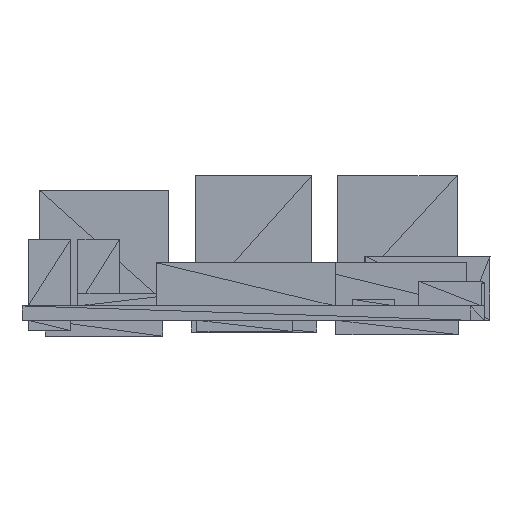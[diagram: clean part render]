
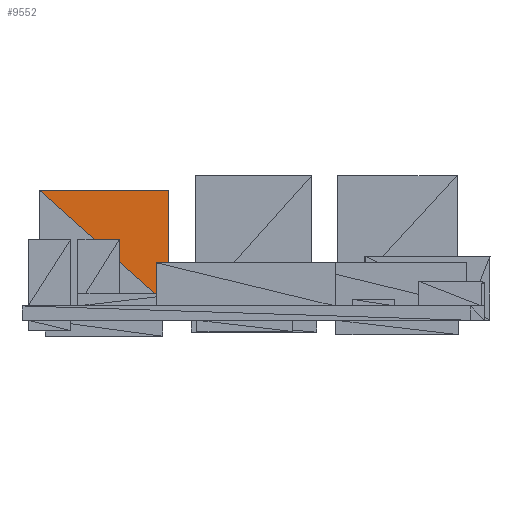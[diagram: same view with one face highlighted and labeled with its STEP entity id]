
A CAD part, left-side view. The second image highlights one B-rep face of the part: STEP entity #9552.
In plain terms, the highlighted planar face has unit normal (-1, 0, 0).
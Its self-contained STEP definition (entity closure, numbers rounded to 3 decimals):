
#264=FACE_OUTER_BOUND('',#1109,.T.);
#1109=EDGE_LOOP('',(#6657,#6658,#6659));
#1937=LINE('',#14432,#3203);
#2101=LINE('',#14758,#3367);
#2102=LINE('',#14760,#3368);
#3203=VECTOR('',#11517,10.);
#3367=VECTOR('',#11891,10.);
#3368=VECTOR('',#11894,10.);
#4337=VERTEX_POINT('',#14427);
#4338=VERTEX_POINT('',#14431);
#4395=VERTEX_POINT('',#14754);
#4892=EDGE_CURVE('',#4338,#4337,#1937,.T.);
#5056=EDGE_CURVE('',#4395,#4337,#2101,.T.);
#5057=EDGE_CURVE('',#4338,#4395,#2102,.T.);
#6657=ORIENTED_EDGE('',*,*,#5057,.F.);
#6658=ORIENTED_EDGE('',*,*,#4892,.T.);
#6659=ORIENTED_EDGE('',*,*,#5056,.F.);
#8707=PLANE('',#10415);
#9552=ADVANCED_FACE('',(#264),#8707,.T.);
#10415=AXIS2_PLACEMENT_3D('',#14759,#11892,#11893);
#11517=DIRECTION('',(0.,0.,1.));
#11891=DIRECTION('',(0.,-1.,0.));
#11892=DIRECTION('center_axis',(-1.,0.,0.));
#11893=DIRECTION('ref_axis',(0.,0.,1.));
#11894=DIRECTION('',(0.,0.745,0.667));
#14427=CARTESIAN_POINT('',(63.1,34.1,16.5));
#14431=CARTESIAN_POINT('',(63.1,34.1,2.));
#14432=CARTESIAN_POINT('',(63.1,34.1,2.));
#14754=CARTESIAN_POINT('',(63.1,50.3,16.5));
#14758=CARTESIAN_POINT('',(63.1,50.3,16.5));
#14759=CARTESIAN_POINT('Origin',(63.1,34.1,16.5));
#14760=CARTESIAN_POINT('',(63.1,34.1,2.));
